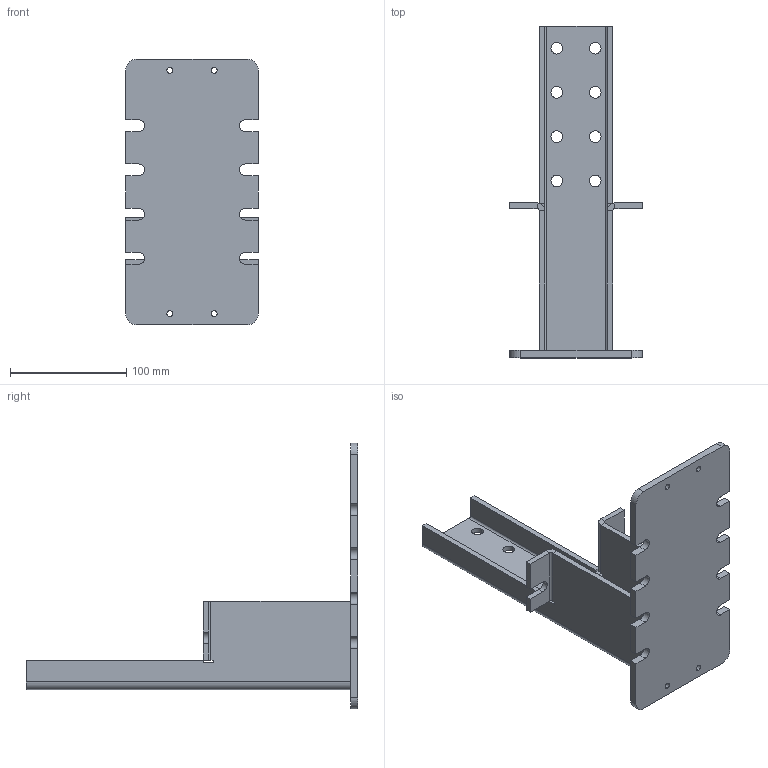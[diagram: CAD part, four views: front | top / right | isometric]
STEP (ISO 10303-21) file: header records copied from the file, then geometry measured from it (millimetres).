
FILE_DESCRIPTION (( 'STEP AP214' ), '1' );
FILE_NAME ('CRP121-00.STEP', '2011-08-16T04:13:57', ( 'Philips' ), ( 'Philips' ), 'SwSTEP 2.0', 'SolidWorks 2010', '' );
FILE_SCHEMA (( 'AUTOMOTIVE_DESIGN' ));
Length unit declared in the file: inch
Products named in the file (3): CRP121-02 110526; CRP121-00; CRP121-04 060211
Assembly tree (2 placements, depth 2):
  CRP121-00
    CRP121-02 110526
    CRP121-04 060211
Bounding box: 114.3 x 285.75 x 228.6 mm (x, y, z)
Volume: 359999.1 mm3; surface area: 147379.8 mm2
Topology: 2 solids, 2 shells, 125 faces, 331 edges, 210 vertices
Faces by surface type: plane 78, cylinder 47
Entity records: 4119 total; most frequent: DIRECTION 685, CARTESIAN_POINT 671, ORIENTED_EDGE 662, EDGE_CURVE 331, VECTOR 237, LINE 237, AXIS2_PLACEMENT_3D 224, VERTEX_POINT 210
